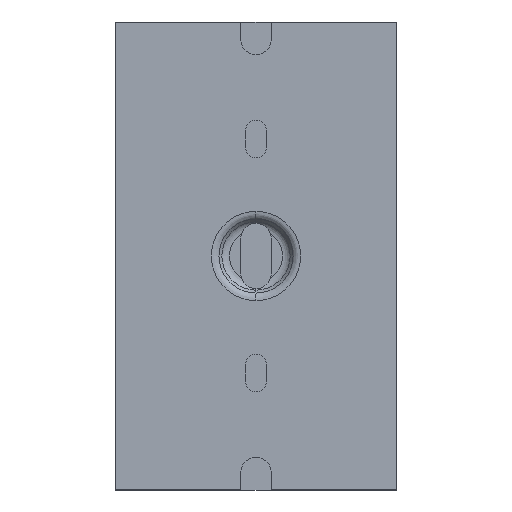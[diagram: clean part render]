
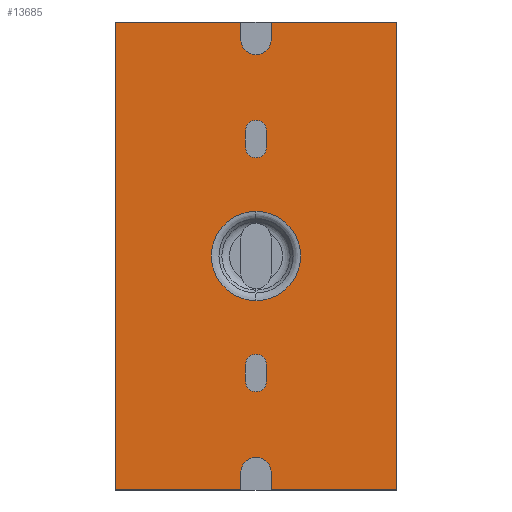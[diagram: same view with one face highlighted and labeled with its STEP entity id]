
A CAD part, front view. The second image highlights one B-rep face of the part: STEP entity #13685.
In plain terms, the highlighted planar face has unit normal (0, -1, 0).
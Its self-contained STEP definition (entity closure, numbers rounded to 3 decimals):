
#4467=DIRECTION('',(-1.,0.,0.));
#4468=VECTOR('',#4467,26.75);
#4469=CARTESIAN_POINT('',(20.,-52.2,1000.));
#4470=LINE('',#4469,#4468);
#4621=DIRECTION('',(-1.,0.,0.));
#4622=VECTOR('',#4621,26.75);
#4623=CARTESIAN_POINT('',(-13.25,-52.2,900.));
#4624=LINE('',#4623,#4622);
#4628=DIRECTION('',(0.,0.,1.));
#4629=VECTOR('',#4628,100.);
#4630=CARTESIAN_POINT('',(-40.,-52.2,900.));
#4631=LINE('',#4630,#4629);
#4635=CARTESIAN_POINT('',(-10.,-52.2,996.25));
#4636=DIRECTION('',(0.,-1.,0.));
#4637=DIRECTION('',(-1.,0.,0.));
#4638=AXIS2_PLACEMENT_3D('',#4635,#4636,#4637);
#4643=CARTESIAN_POINT('',(-10.,-52.2,996.25));
#4644=DIRECTION('',(0.,-1.,0.));
#4645=DIRECTION('',(0.,0.,-1.));
#4646=AXIS2_PLACEMENT_3D('',#4643,#4644,#4645);
#4651=DIRECTION('',(0.,0.,-1.));
#4652=VECTOR('',#4651,100.);
#4653=CARTESIAN_POINT('',(20.,-52.2,1000.));
#4654=LINE('',#4653,#4652);
#4658=CARTESIAN_POINT('',(-10.,-52.2,903.75));
#4659=DIRECTION('',(0.,-1.,0.));
#4660=DIRECTION('',(1.,0.,0.));
#4661=AXIS2_PLACEMENT_3D('',#4658,#4659,#4660);
#4666=CARTESIAN_POINT('',(-10.,-52.2,903.75));
#4667=DIRECTION('',(0.,-1.,0.));
#4668=DIRECTION('',(0.,0.,1.));
#4669=AXIS2_PLACEMENT_3D('',#4666,#4667,#4668);
#4674=CARTESIAN_POINT('',(-10.,-52.2,976.75));
#4675=DIRECTION('',(0.,-1.,0.));
#4676=DIRECTION('',(1.,0.,0.));
#4677=AXIS2_PLACEMENT_3D('',#4674,#4675,#4676);
#4682=CARTESIAN_POINT('',(-10.,-52.2,976.75));
#4683=DIRECTION('',(0.,-1.,0.));
#4684=DIRECTION('',(0.,0.,1.));
#4685=AXIS2_PLACEMENT_3D('',#4682,#4683,#4684);
#4690=CARTESIAN_POINT('',(-10.,-52.2,973.25));
#4691=DIRECTION('',(0.,-1.,0.));
#4692=DIRECTION('',(-1.,0.,0.));
#4693=AXIS2_PLACEMENT_3D('',#4690,#4691,#4692);
#4698=CARTESIAN_POINT('',(-10.,-52.2,973.25));
#4699=DIRECTION('',(0.,-1.,0.));
#4700=DIRECTION('',(0.,0.,-1.));
#4701=AXIS2_PLACEMENT_3D('',#4698,#4699,#4700);
#4706=CARTESIAN_POINT('',(-10.,-52.2,
950.));
#4707=DIRECTION('',(0.,-1.,0.));
#4708=DIRECTION('',(0.,0.,-1.));
#4709=AXIS2_PLACEMENT_3D('',#4706,#4707,#4708);
#4714=CARTESIAN_POINT('',(-10.,-52.2,
950.));
#4715=DIRECTION('',(0.,-1.,0.));
#4716=DIRECTION('',(0.,0.,1.));
#4717=AXIS2_PLACEMENT_3D('',#4714,#4715,#4716);
#4722=CARTESIAN_POINT('',(-10.,-52.2,926.75));
#4723=DIRECTION('',(0.,-1.,0.));
#4724=DIRECTION('',(1.,0.,0.));
#4725=AXIS2_PLACEMENT_3D('',#4722,#4723,#4724);
#4730=CARTESIAN_POINT('',(-10.,-52.2,926.75));
#4731=DIRECTION('',(0.,-1.,0.));
#4732=DIRECTION('',(0.,0.,1.));
#4733=AXIS2_PLACEMENT_3D('',#4730,#4731,#4732);
#4738=CARTESIAN_POINT('',(-10.,-52.2,923.25));
#4739=DIRECTION('',(0.,-1.,0.));
#4740=DIRECTION('',(-1.,0.,0.));
#4741=AXIS2_PLACEMENT_3D('',#4738,#4739,#4740);
#4746=CARTESIAN_POINT('',(-10.,-52.2,923.25));
#4747=DIRECTION('',(0.,-1.,0.));
#4748=DIRECTION('',(0.,0.,-1.));
#4749=AXIS2_PLACEMENT_3D('',#4746,#4747,#4748);
#4978=DIRECTION('',(-1.,0.,0.));
#4979=VECTOR('',#4978,26.75);
#4980=CARTESIAN_POINT('',(-13.25,-52.2,1000.));
#4981=LINE('',#4980,#4979);
#7979=DIRECTION('',(0.,0.,1.));
#7980=VECTOR('',#7979,3.75);
#7981=CARTESIAN_POINT('',(-13.25,-52.2,900.));
#7982=LINE('',#7981,#7980);
#8000=DIRECTION('',(0.,0.,-1.));
#8001=VECTOR('',#8000,3.75);
#8002=CARTESIAN_POINT('',(-6.75,-52.2,903.75));
#8003=LINE('',#8002,#8001);
#8063=DIRECTION('',(1.,0.,0.));
#8064=VECTOR('',#8063,26.75);
#8065=CARTESIAN_POINT('',(-6.75,-52.2,900.));
#8066=LINE('',#8065,#8064);
#9427=DIRECTION('',(0.,0.,-1.));
#9428=VECTOR('',#9427,3.75);
#9429=CARTESIAN_POINT('',(-6.75,-52.2,1000.));
#9430=LINE('',#9429,#9428);
#9448=DIRECTION('',(0.,0.,1.));
#9449=VECTOR('',#9448,3.75);
#9450=CARTESIAN_POINT('',(-13.25,-52.2,996.25));
#9451=LINE('',#9450,#9449);
#9917=DIRECTION('',(0.,0.,1.));
#9918=VECTOR('',#9917,3.5);
#9919=CARTESIAN_POINT('',(-12.25,-52.2,973.25));
#9920=LINE('',#9919,#9918);
#9938=DIRECTION('',(0.,0.,-1.));
#9939=VECTOR('',#9938,3.5);
#9940=CARTESIAN_POINT('',(-7.75,-52.2,976.75));
#9941=LINE('',#9940,#9939);
#9959=DIRECTION('',(0.,0.,1.));
#9960=VECTOR('',#9959,3.5);
#9961=CARTESIAN_POINT('',(-12.25,-52.2,923.25));
#9962=LINE('',#9961,#9960);
#9980=DIRECTION('',(0.,0.,-1.));
#9981=VECTOR('',#9980,3.5);
#9982=CARTESIAN_POINT('',(-7.75,-52.2,926.75));
#9983=LINE('',#9982,#9981);
#11780=CARTESIAN_POINT('',(20.,-52.2,1000.));
#11782=VERTEX_POINT('',#11780);
#11858=CARTESIAN_POINT('',(20.,-52.2,900.));
#11859=VERTEX_POINT('',#11858);
#12024=CARTESIAN_POINT('',(-6.75,-52.2,1000.));
#12025=VERTEX_POINT('',#12024);
#12040=CARTESIAN_POINT('',(-13.25,-52.2,900.));
#12041=CARTESIAN_POINT('',(-40.,-52.2,900.));
#12042=VERTEX_POINT('',#12040);
#12043=VERTEX_POINT('',#12041);
#12044=CARTESIAN_POINT('',(-40.,-52.2,1000.));
#12045=VERTEX_POINT('',#12044);
#12046=CARTESIAN_POINT('',(-13.25,-52.2,1000.));
#12047=VERTEX_POINT('',#12046);
#12048=CARTESIAN_POINT('',(-13.25,-52.2,996.25));
#12049=VERTEX_POINT('',#12048);
#12050=CARTESIAN_POINT('',(-10.,-52.2,993.));
#12051=VERTEX_POINT('',#12050);
#12052=CARTESIAN_POINT('',(-6.75,-52.2,996.25));
#12053=VERTEX_POINT('',#12052);
#12054=CARTESIAN_POINT('',(-6.75,-52.2,900.));
#12055=VERTEX_POINT('',#12054);
#12056=CARTESIAN_POINT('',(-6.75,-52.2,903.75));
#12057=VERTEX_POINT('',#12056);
#12058=CARTESIAN_POINT('',(-10.,-52.2,907.));
#12059=VERTEX_POINT('',#12058);
#12060=CARTESIAN_POINT('',(-13.25,-52.2,903.75));
#12061=VERTEX_POINT('',#12060);
#12062=CARTESIAN_POINT('',(-7.75,-52.2,976.75));
#12063=CARTESIAN_POINT('',(-7.75,-52.2,973.25));
#12064=VERTEX_POINT('',#12062);
#12065=VERTEX_POINT('',#12063);
#12066=CARTESIAN_POINT('',(-10.,-52.2,979.));
#12067=VERTEX_POINT('',#12066);
#12068=CARTESIAN_POINT('',(-12.25,-52.2,976.75));
#12069=VERTEX_POINT('',#12068);
#12070=CARTESIAN_POINT('',(-12.25,-52.2,973.25));
#12071=VERTEX_POINT('',#12070);
#12072=CARTESIAN_POINT('',(-10.,-52.2,971.));
#12073=VERTEX_POINT('',#12072);
#12074=CARTESIAN_POINT('',(-10.,-52.2,
940.468));
#12075=CARTESIAN_POINT('',(-10.,-52.2,
959.532));
#12076=VERTEX_POINT('',#12074);
#12077=VERTEX_POINT('',#12075);
#12078=CARTESIAN_POINT('',(-7.75,-52.2,926.75));
#12079=CARTESIAN_POINT('',(-7.75,-52.2,923.25));
#12080=VERTEX_POINT('',#12078);
#12081=VERTEX_POINT('',#12079);
#12082=CARTESIAN_POINT('',(-10.,-52.2,929.));
#12083=VERTEX_POINT('',#12082);
#12084=CARTESIAN_POINT('',(-12.25,-52.2,926.75));
#12085=VERTEX_POINT('',#12084);
#12086=CARTESIAN_POINT('',(-12.25,-52.2,923.25));
#12087=VERTEX_POINT('',#12086);
#12088=CARTESIAN_POINT('',(-10.,-52.2,921.));
#12089=VERTEX_POINT('',#12088);
#13618=CARTESIAN_POINT('',(20.,-52.2,-1000.));
#13619=DIRECTION('',(0.,1.,0.));
#13620=DIRECTION('',(-1.,0.,0.));
#13621=AXIS2_PLACEMENT_3D('',#13618,#13619,#13620);
#13622=PLANE('',#13621);
#13624=ORIENTED_EDGE('',*,*,#13623,.T.);
#13626=ORIENTED_EDGE('',*,*,#13625,.T.);
#13628=ORIENTED_EDGE('',*,*,#13627,.F.);
#13630=ORIENTED_EDGE('',*,*,#13629,.F.);
#13632=ORIENTED_EDGE('',*,*,#13631,.T.);
#13634=ORIENTED_EDGE('',*,*,#13633,.T.);
#13636=ORIENTED_EDGE('',*,*,#13635,.F.);
#13637=ORIENTED_EDGE('',*,*,#13412,.F.);
#13638=ORIENTED_EDGE('',*,*,#13297,.T.);
#13640=ORIENTED_EDGE('',*,*,#13639,.F.);
#13642=ORIENTED_EDGE('',*,*,#13641,.F.);
#13644=ORIENTED_EDGE('',*,*,#13643,.T.);
#13646=ORIENTED_EDGE('',*,*,#13645,.T.);
#13648=ORIENTED_EDGE('',*,*,#13647,.F.);
#13649=EDGE_LOOP('',(#13624,#13626,#13628,#13630,#13632,#13634,#13636,#13637,
#13638,#13640,#13642,#13644,#13646,#13648));
#13650=FACE_OUTER_BOUND('',#13649,.F.);
#13652=ORIENTED_EDGE('',*,*,#13651,.F.);
#13654=ORIENTED_EDGE('',*,*,#13653,.T.);
#13656=ORIENTED_EDGE('',*,*,#13655,.T.);
#13658=ORIENTED_EDGE('',*,*,#13657,.F.);
#13660=ORIENTED_EDGE('',*,*,#13659,.T.);
#13662=ORIENTED_EDGE('',*,*,#13661,.T.);
#13663=EDGE_LOOP('',(#13652,#13654,#13656,#13658,#13660,#13662));
#13664=FACE_BOUND('',#13663,.F.);
#13666=ORIENTED_EDGE('',*,*,#13665,.T.);
#13668=ORIENTED_EDGE('',*,*,#13667,.T.);
#13669=EDGE_LOOP('',(#13666,#13668));
#13670=FACE_BOUND('',#13669,.F.);
#13672=ORIENTED_EDGE('',*,*,#13671,.F.);
#13674=ORIENTED_EDGE('',*,*,#13673,.T.);
#13676=ORIENTED_EDGE('',*,*,#13675,.T.);
#13678=ORIENTED_EDGE('',*,*,#13677,.F.);
#13680=ORIENTED_EDGE('',*,*,#13679,.T.);
#13682=ORIENTED_EDGE('',*,*,#13681,.T.);
#13683=EDGE_LOOP('',(#13672,#13674,#13676,#13678,#13680,#13682));
#13684=FACE_BOUND('',#13683,.F.);
#4639=CIRCLE('',#4638,3.25);
#4647=CIRCLE('',#4646,3.25);
#4662=CIRCLE('',#4661,3.25);
#4670=CIRCLE('',#4669,3.25);
#4678=CIRCLE('',#4677,2.25);
#4686=CIRCLE('',#4685,2.25);
#4694=CIRCLE('',#4693,2.25);
#4702=CIRCLE('',#4701,2.25);
#4710=CIRCLE('',#4709,9.532);
#4718=CIRCLE('',#4717,9.532);
#4726=CIRCLE('',#4725,2.25);
#4734=CIRCLE('',#4733,2.25);
#4742=CIRCLE('',#4741,2.25);
#4750=CIRCLE('',#4749,2.25);
#13297=EDGE_CURVE('',#11782,#11859,#4654,.T.);
#13412=EDGE_CURVE('',#11782,#12025,#4470,.T.);
#13623=EDGE_CURVE('',#12042,#12043,#4624,.T.);
#13625=EDGE_CURVE('',#12043,#12045,#4631,.T.);
#13627=EDGE_CURVE('',#12047,#12045,#4981,.T.);
#13629=EDGE_CURVE('',#12049,#12047,#9451,.T.);
#13631=EDGE_CURVE('',#12049,#12051,#4639,.T.);
#13633=EDGE_CURVE('',#12051,#12053,#4647,.T.);
#13635=EDGE_CURVE('',#12025,#12053,#9430,.T.);
#13639=EDGE_CURVE('',#12055,#11859,#8066,.T.);
#13641=EDGE_CURVE('',#12057,#12055,#8003,.T.);
#13643=EDGE_CURVE('',#12057,#12059,#4662,.T.);
#13645=EDGE_CURVE('',#12059,#12061,#4670,.T.);
#13647=EDGE_CURVE('',#12042,#12061,#7982,.T.);
#13651=EDGE_CURVE('',#12064,#12065,#9941,.T.);
#13653=EDGE_CURVE('',#12064,#12067,#4678,.T.);
#13655=EDGE_CURVE('',#12067,#12069,#4686,.T.);
#13657=EDGE_CURVE('',#12071,#12069,#9920,.T.);
#13659=EDGE_CURVE('',#12071,#12073,#4694,.T.);
#13661=EDGE_CURVE('',#12073,#12065,#4702,.T.);
#13665=EDGE_CURVE('',#12076,#12077,#4710,.T.);
#13667=EDGE_CURVE('',#12077,#12076,#4718,.T.);
#13671=EDGE_CURVE('',#12080,#12081,#9983,.T.);
#13673=EDGE_CURVE('',#12080,#12083,#4726,.T.);
#13675=EDGE_CURVE('',#12083,#12085,#4734,.T.);
#13677=EDGE_CURVE('',#12087,#12085,#9962,.T.);
#13679=EDGE_CURVE('',#12087,#12089,#4742,.T.);
#13681=EDGE_CURVE('',#12089,#12081,#4750,.T.);
#13685=ADVANCED_FACE('',(#13650,#13664,#13670,#13684),#13622,.F.);
